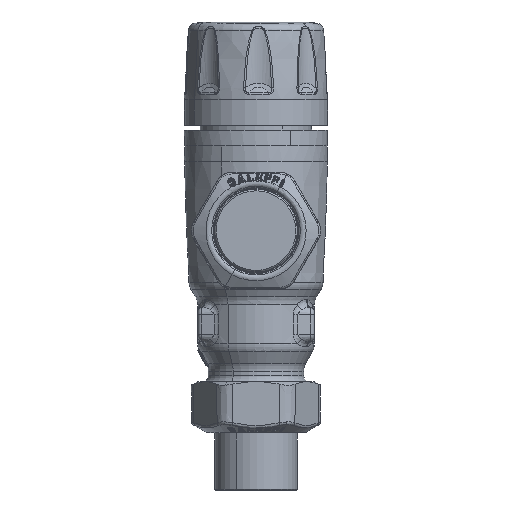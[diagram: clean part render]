
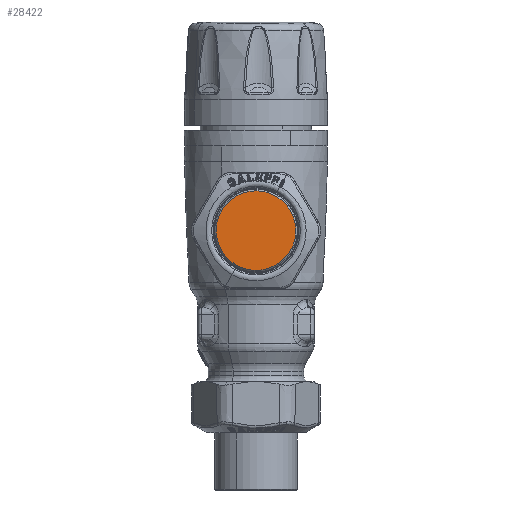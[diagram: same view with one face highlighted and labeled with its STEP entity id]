
A CAD part, front view. The second image highlights one B-rep face of the part: STEP entity #28422.
In plain terms, the highlighted planar face has unit normal (0, -1, 0).
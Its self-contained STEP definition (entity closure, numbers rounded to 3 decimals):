
#28382=CARTESIAN_POINT('Axis2P3D Location',(58.379,-162.95,0.)) ;
#28386=CARTESIAN_POINT('Vertex',(52.386,-162.95,10.97)) ;
#28388=CARTESIAN_POINT('Vertex',(64.372,-162.95,-10.97)) ;
#28408=CARTESIAN_POINT('Axis2P3D Location',(58.379,-162.95,-12.5)) ;
#28413=CARTESIAN_POINT('Axis2P3D Location',(58.379,-162.95,0.)) ;
#28383=DIRECTION('Axis2P3D Direction',(0.,1.,0.)) ;
#28409=DIRECTION('Axis2P3D Direction',(0.,-1.,0.)) ;
#28410=DIRECTION('Axis2P3D XDirection',(1.,0.,0.)) ;
#28414=DIRECTION('Axis2P3D Direction',(0.,-1.,0.)) ;
#28384=AXIS2_PLACEMENT_3D('Circle Axis2P3D',#28382,#28383,$) ;
#28411=AXIS2_PLACEMENT_3D('Plane Axis2P3D',#28408,#28409,#28410) ;
#28415=AXIS2_PLACEMENT_3D('Circle Axis2P3D',#28413,#28414,$) ;
#28385=CIRCLE('generated circle',#28384,12.5) ;
#28416=CIRCLE('generated circle',#28415,12.5) ;
#28412=PLANE('',#28411) ;
#28390=EDGE_CURVE('',#28387,#28389,#28385,.F.) ;
#28417=EDGE_CURVE('',#28389,#28387,#28416,.T.) ;
#28419=ORIENTED_EDGE('',*,*,#28390,.T.) ;
#28420=ORIENTED_EDGE('',*,*,#28417,.T.) ;
#28418=EDGE_LOOP('',(#28419,#28420)) ;
#28387=VERTEX_POINT('',#28386) ;
#28389=VERTEX_POINT('',#28388) ;
#28422=ADVANCED_FACE('PartBody',(#28421),#28412,.T.) ;
#28421=FACE_OUTER_BOUND('',#28418,.T.) ;
